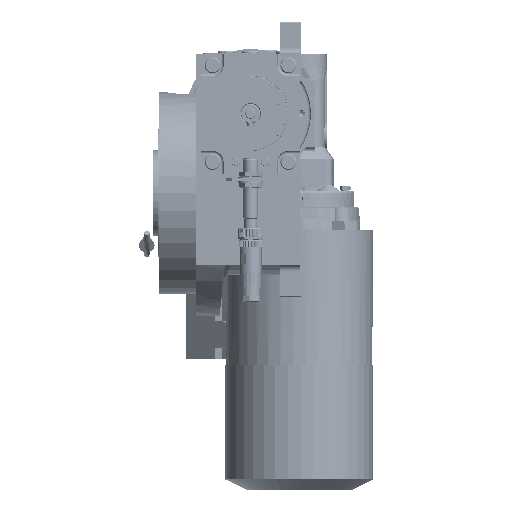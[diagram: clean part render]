
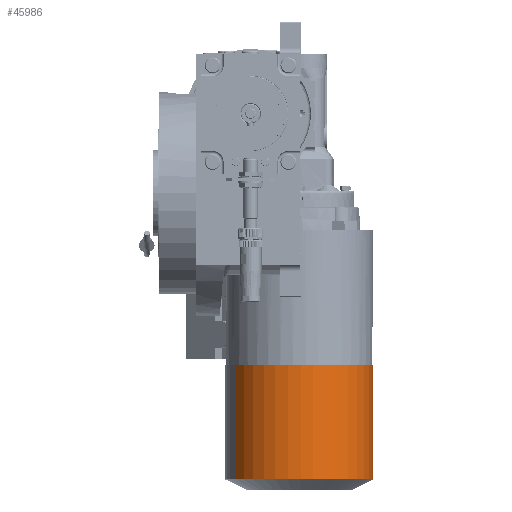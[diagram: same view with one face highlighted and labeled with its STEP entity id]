
A CAD part, left-side view. The second image highlights one B-rep face of the part: STEP entity #45986.
In plain terms, the highlighted cylindrical face has radius 60.5 mm (diameter 121 mm), a partial arc.
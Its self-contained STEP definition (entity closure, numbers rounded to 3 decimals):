
#557 = CARTESIAN_POINT ( 'NONE',  ( -158.212, -20.922, -58.703 ) ) ;
#4097 = EDGE_LOOP ( 'NONE', ( #15355, #144488, #15584, #107873 ) ) ;
#5084 = AXIS2_PLACEMENT_3D ( 'NONE', #74733, #12205, #62394 ) ;
#12205 = DIRECTION ( 'NONE',  ( 1., 0., 0. ) ) ;
#15251 = EDGE_CURVE ( 'NONE', #71560, #127770, #138555, .T. ) ;
#15355 = ORIENTED_EDGE ( 'NONE', *, *, #87960, .F. ) ;
#15584 = ORIENTED_EDGE ( 'NONE', *, *, #156948, .F. ) ;
#16882 = VERTEX_POINT ( 'NONE', #24459 ) ;
#24459 = CARTESIAN_POINT ( 'NONE',  ( -64.811, 8.35, 58.703 ) ) ;
#25817 = CARTESIAN_POINT ( 'NONE',  ( -158.212, -20.922, -58.703 ) ) ;
#28493 = FACE_OUTER_BOUND ( 'NONE', #4097, .T. ) ;
#30361 = CIRCLE ( 'NONE', #153816, 60.5 ) ;
#33764 = CARTESIAN_POINT ( 'NONE',  ( -64.811, -20.922, -58.703 ) ) ;
#45986 = ADVANCED_FACE ( 'NONE', ( #28493 ), #128891, .T. ) ;
#46222 = LINE ( 'NONE', #68444, #106795 ) ;
#54847 = DIRECTION ( 'NONE',  ( 0., 0.242, 0.97 ) ) ;
#55117 = DIRECTION ( 'NONE',  ( -1., 0., 0. ) ) ;
#62394 = DIRECTION ( 'NONE',  ( 0., 0.242, 0.97 ) ) ;
#68265 = DIRECTION ( 'NONE',  ( 0., -0.242, -0.97 ) ) ;
#68444 = CARTESIAN_POINT ( 'NONE',  ( -64.811, 8.35, 58.703 ) ) ;
#70557 = DIRECTION ( 'NONE',  ( 1., 0., 0. ) ) ;
#71560 = VERTEX_POINT ( 'NONE', #557 ) ;
#74733 = CARTESIAN_POINT ( 'NONE',  ( -64.811, -6.286, 0. ) ) ;
#79345 = VECTOR ( 'NONE', #70557, 1000. ) ;
#87960 = EDGE_CURVE ( 'NONE', #16882, #127770, #162815, .T. ) ;
#105509 = DIRECTION ( 'NONE',  ( -1., 0., 0. ) ) ;
#106162 = CARTESIAN_POINT ( 'NONE',  ( -158.212, -6.286, 0. ) ) ;
#106795 = VECTOR ( 'NONE', #105509, 1000. ) ;
#107873 = ORIENTED_EDGE ( 'NONE', *, *, #15251, .T. ) ;
#114299 = CARTESIAN_POINT ( 'NONE',  ( -158.212, 8.35, 58.703 ) ) ;
#120502 = EDGE_CURVE ( 'NONE', #16882, #137923, #46222, .T. ) ;
#120655 = CARTESIAN_POINT ( 'NONE',  ( -26.951, -6.286, 0. ) ) ;
#127770 = VERTEX_POINT ( 'NONE', #33764 ) ;
#128891 = CYLINDRICAL_SURFACE ( 'NONE', #133412, 60.5 ) ;
#133412 = AXIS2_PLACEMENT_3D ( 'NONE', #120655, #142880, #54847 ) ;
#137923 = VERTEX_POINT ( 'NONE', #114299 ) ;
#138555 = LINE ( 'NONE', #25817, #79345 ) ;
#142880 = DIRECTION ( 'NONE',  ( -1., 0., 0. ) ) ;
#144488 = ORIENTED_EDGE ( 'NONE', *, *, #120502, .T. ) ;
#153816 = AXIS2_PLACEMENT_3D ( 'NONE', #106162, #55117, #68265 ) ;
#156948 = EDGE_CURVE ( 'NONE', #71560, #137923, #30361, .T. ) ;
#162815 = CIRCLE ( 'NONE', #5084, 60.5 ) ;
